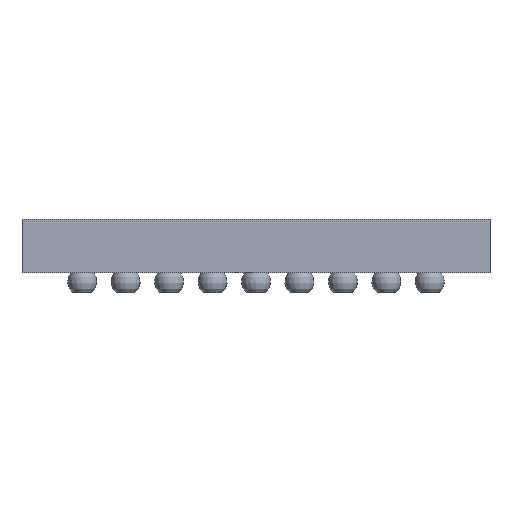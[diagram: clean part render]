
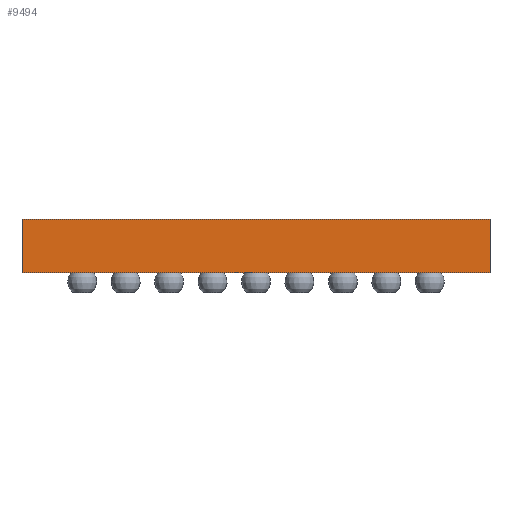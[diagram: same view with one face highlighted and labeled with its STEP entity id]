
A CAD part, left-side view. The second image highlights one B-rep face of the part: STEP entity #9494.
In plain terms, the highlighted planar face has unit normal (-1, 0, 0).
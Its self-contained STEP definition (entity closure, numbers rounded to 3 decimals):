
#1806=FACE_OUTER_BOUND('',#2357,.T.);
#2357=EDGE_LOOP('',(#8464,#8465,#8466,#8467));
#2673=LINE('',#14086,#3258);
#3103=LINE('',#20331,#3688);
#3104=LINE('',#20332,#3689);
#3105=LINE('',#20333,#3690);
#3258=VECTOR('',#10457,1000.);
#3688=VECTOR('',#11963,1000.);
#3689=VECTOR('',#11964,1000.);
#3690=VECTOR('',#11965,1000.);
#3898=VERTEX_POINT('',#14084);
#3899=VERTEX_POINT('',#14085);
#4668=VERTEX_POINT('',#20329);
#4669=VERTEX_POINT('',#20330);
#4975=EDGE_CURVE('',#3898,#3899,#2673,.T.);
#6046=EDGE_CURVE('',#4668,#4669,#3103,.T.);
#6047=EDGE_CURVE('',#3899,#4669,#3104,.T.);
#6048=EDGE_CURVE('',#3898,#4668,#3105,.T.);
#8464=ORIENTED_EDGE('',*,*,#6046,.T.);
#8465=ORIENTED_EDGE('',*,*,#6047,.F.);
#8466=ORIENTED_EDGE('',*,*,#4975,.F.);
#8467=ORIENTED_EDGE('',*,*,#6048,.T.);
#8974=PLANE('',#10162);
#9494=ADVANCED_FACE('',(#1806),#8974,.F.);
#10162=AXIS2_PLACEMENT_3D('',#20328,#11961,#11962);
#10457=DIRECTION('',(0.,-1.,0.));
#11961=DIRECTION('center_axis',(1.,0.,0.));
#11962=DIRECTION('ref_axis',(0.,0.,-1.));
#11963=DIRECTION('',(0.,-1.,0.));
#11964=DIRECTION('',(0.,0.,-1.));
#11965=DIRECTION('',(0.,0.,-1.));
#14084=CARTESIAN_POINT('',(-3.5,3.5,1.1));
#14085=CARTESIAN_POINT('',(-3.5,-3.5,1.1));
#14086=CARTESIAN_POINT('',(-3.5,3.5,1.1));
#20328=CARTESIAN_POINT('Origin',(-3.5,3.5,1.1));
#20329=CARTESIAN_POINT('',(-3.5,3.5,0.3));
#20330=CARTESIAN_POINT('',(-3.5,-3.5,0.3));
#20331=CARTESIAN_POINT('',(-3.5,3.5,0.3));
#20332=CARTESIAN_POINT('',(-3.5,-3.5,1.1));
#20333=CARTESIAN_POINT('',(-3.5,3.5,1.1));
